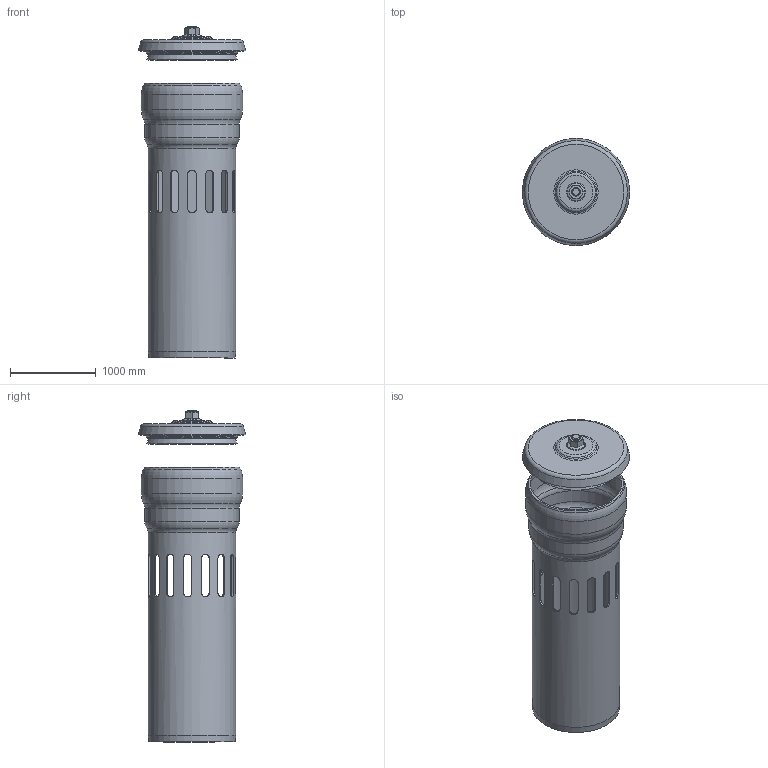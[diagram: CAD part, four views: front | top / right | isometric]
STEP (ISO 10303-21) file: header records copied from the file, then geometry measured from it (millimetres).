
FILE_DESCRIPTION(/* description */ (''),/* implementation_level */ '2;1');
FILE_NAME(/* name */ '13216.100X_3D.stp',/* time_stamp */ '2024-12-11T14:43:49+01:00',/* author */ ('CAD'),/* organization */ (''),/* preprocessor_version */ 'ST-DEVELOPER v20',/* originating_system */ 'AutoCAD Mechanical',/* authorisation */ '');
FILE_SCHEMA (('AUTOMOTIVE_DESIGN { 1 0 10303 214 3 1 1 }'));
Length unit declared in the file: centimetre
Products named in the file (1): Product
Bounding box: 1250 x 1250 x 3869.2 mm (x, y, z)
Volume: 272591069.7 mm3; surface area: 26795353.6 mm2
Topology: 6 solids, 6 shells, 178 faces, 430 edges, 270 vertices
Faces by surface type: cone 61, plane 53, cylinder 39, torus 25
Full cylindrical faces by diameter (mm): 83.76 x1, 120 x1, 965 x1, 980 x1, 1020 x1, 1060 x1, 1065 x1, 1100 x1, 1140 x1
Entity records: 7215 total; most frequent: CARTESIAN_POINT 2952, DIRECTION 870, ORIENTED_EDGE 860, EDGE_CURVE 430, AXIS2_PLACEMENT_3D 340, VERTEX_POINT 269, EDGE_LOOP 221, LINE 190
